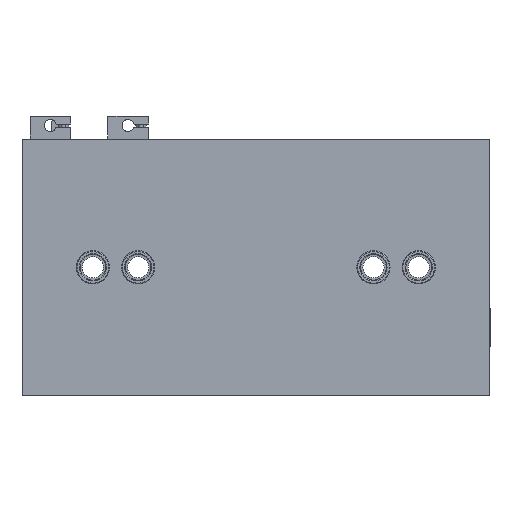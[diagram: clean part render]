
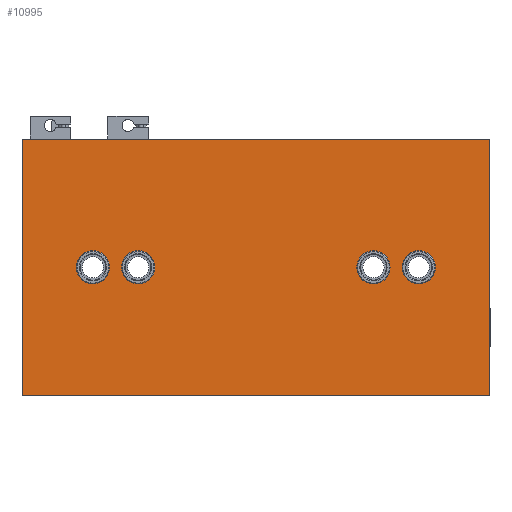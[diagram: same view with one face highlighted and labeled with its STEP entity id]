
A CAD part, front view. The second image highlights one B-rep face of the part: STEP entity #10995.
In plain terms, the highlighted planar face has unit normal (0, -1, 0).
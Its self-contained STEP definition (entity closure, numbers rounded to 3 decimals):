
#1496 = CIRCLE ( 'NONE', #28971, 11. ) ;
#1499 = CIRCLE ( 'NONE', #28974, 11. ) ;
#1501 = CIRCLE ( 'NONE', #28975, 11. ) ;
#1507 = CIRCLE ( 'NONE', #28976, 11. ) ;
#1702 = LINE ( 'NONE', #2330, #1713 ) ;
#1713 = VECTOR ( 'NONE', #2333, 1000. ) ;
#1762 = CARTESIAN_POINT ( 'NONE',  ( -78., -62., 0. ) ) ;
#1769 = CARTESIAN_POINT ( 'NONE',  ( 78., -62., 0. ) ) ;
#1770 = DIRECTION ( 'NONE',  ( 0., -1., 0. ) ) ;
#1771 = DIRECTION ( 'NONE',  ( 0., 0., -1. ) ) ;
#1776 = DIRECTION ( 'NONE',  ( 0., -1., 0. ) ) ;
#1777 = DIRECTION ( 'NONE',  ( 0., 0., -1. ) ) ;
#1779 = CARTESIAN_POINT ( 'NONE',  ( -108., -62., 0. ) ) ;
#1826 = DIRECTION ( 'NONE',  ( 0., -1., 0. ) ) ;
#1827 = DIRECTION ( 'NONE',  ( 0., 0., -1. ) ) ;
#1835 = CARTESIAN_POINT ( 'NONE',  ( 108., -62., 0. ) ) ;
#1836 = DIRECTION ( 'NONE',  ( 0., -1., 0. ) ) ;
#1837 = DIRECTION ( 'NONE',  ( 0., 0., -1. ) ) ;
#2330 = CARTESIAN_POINT ( 'NONE',  ( -155., -62., 85. ) ) ;
#2333 = DIRECTION ( 'NONE',  ( 1., 0., 0. ) ) ;
#2409 = AXIS2_PLACEMENT_3D ( 'NONE', #2865, #2867, #2868 ) ;
#2416 = AXIS2_PLACEMENT_3D ( 'NONE', #2869, #2878, #2879 ) ;
#2417 = AXIS2_PLACEMENT_3D ( 'NONE', #2866, #2875, #2876 ) ;
#2418 = AXIS2_PLACEMENT_3D ( 'NONE', #2874, #2881, #2882 ) ;
#2718 = CARTESIAN_POINT ( 'NONE',  ( -155., -62., -85. ) ) ;
#2719 = DIRECTION ( 'NONE',  ( 0., 0., 1. ) ) ;
#2847 = CARTESIAN_POINT ( 'NONE',  ( 155., -62., -85. ) ) ;
#2852 = DIRECTION ( 'NONE',  ( 0., 0., 1. ) ) ;
#2865 = CARTESIAN_POINT ( 'NONE',  ( 108., -62., 0. ) ) ;
#2866 = CARTESIAN_POINT ( 'NONE',  ( 78., -62., 0. ) ) ;
#2867 = DIRECTION ( 'NONE',  ( 0., -1., 0. ) ) ;
#2868 = DIRECTION ( 'NONE',  ( 0., 0., -1. ) ) ;
#2869 = CARTESIAN_POINT ( 'NONE',  ( -108., -62., 0. ) ) ;
#2874 = CARTESIAN_POINT ( 'NONE',  ( -78., -62., 0. ) ) ;
#2875 = DIRECTION ( 'NONE',  ( 0., -1., 0. ) ) ;
#2876 = DIRECTION ( 'NONE',  ( 0., 0., -1. ) ) ;
#2878 = DIRECTION ( 'NONE',  ( 0., -1., 0. ) ) ;
#2879 = DIRECTION ( 'NONE',  ( 0., 0., -1. ) ) ;
#2881 = DIRECTION ( 'NONE',  ( 0., -1., 0. ) ) ;
#2882 = DIRECTION ( 'NONE',  ( 0., 0., -1. ) ) ;
#2883 = CARTESIAN_POINT ( 'NONE',  ( -155., -62., -85. ) ) ;
#2884 = DIRECTION ( 'NONE',  ( 1., 0., 0. ) ) ;
#3277 = LINE ( 'NONE', #2847, #3284 ) ;
#3284 = VECTOR ( 'NONE', #2852, 1000. ) ;
#3297 = CIRCLE ( 'NONE', #2409, 11. ) ;
#3300 = LINE ( 'NONE', #2883, #3302 ) ;
#3301 = CIRCLE ( 'NONE', #2417, 11. ) ;
#3302 = VECTOR ( 'NONE', #2884, 1000. ) ;
#3303 = CIRCLE ( 'NONE', #2416, 11. ) ;
#3305 = CIRCLE ( 'NONE', #2418, 11. ) ;
#9143 = VERTEX_POINT ( 'NONE', #19355 ) ;
#9144 = VERTEX_POINT ( 'NONE', #19356 ) ;
#9147 = VERTEX_POINT ( 'NONE', #19359 ) ;
#9148 = VERTEX_POINT ( 'NONE', #19360 ) ;
#9151 = VERTEX_POINT ( 'NONE', #19363 ) ;
#9152 = VERTEX_POINT ( 'NONE', #19364 ) ;
#9155 = VERTEX_POINT ( 'NONE', #19367 ) ;
#9156 = VERTEX_POINT ( 'NONE', #19368 ) ;
#10336 = EDGE_LOOP ( 'NONE', ( #15025, #15026 ) ) ;
#10352 = EDGE_LOOP ( 'NONE', ( #15027, #15028 ) ) ;
#10353 = EDGE_LOOP ( 'NONE', ( #15029, #15030 ) ) ;
#10354 = EDGE_LOOP ( 'NONE', ( #15031, #15032 ) ) ;
#10355 = EDGE_LOOP ( 'NONE', ( #15033, #15034, #15035, #15036 ) ) ;
#10995 = ADVANCED_FACE ( 'NONE', ( #23196, #23201, #23203, #23205, #23199 ), #23566, .T. ) ;
#11686 = VERTEX_POINT ( 'NONE', #26743 ) ;
#11687 = VERTEX_POINT ( 'NONE', #26744 ) ;
#11717 = VERTEX_POINT ( 'NONE', #26774 ) ;
#11749 = VERTEX_POINT ( 'NONE', #26806 ) ;
#14120 = EDGE_CURVE ( 'NONE', #9151, #9152, #1496, .T. ) ;
#14124 = EDGE_CURVE ( 'NONE', #9147, #9148, #1499, .T. ) ;
#14128 = EDGE_CURVE ( 'NONE', #9143, #9144, #1501, .T. ) ;
#14135 = EDGE_CURVE ( 'NONE', #9155, #9156, #1507, .T. ) ;
#14312 = EDGE_CURVE ( 'NONE', #11686, #11687, #1702, .T. ) ;
#14359 = EDGE_CURVE ( 'NONE', #11717, #11686, #16183, .T. ) ;
#14753 = EDGE_CURVE ( 'NONE', #11749, #11687, #3277, .T. ) ;
#14760 = EDGE_CURVE ( 'NONE', #9156, #9155, #3297, .T. ) ;
#14763 = EDGE_CURVE ( 'NONE', #9152, #9151, #3301, .T. ) ;
#14764 = EDGE_CURVE ( 'NONE', #9144, #9143, #3303, .T. ) ;
#14765 = EDGE_CURVE ( 'NONE', #9148, #9147, #3305, .T. ) ;
#14766 = EDGE_CURVE ( 'NONE', #11717, #11749, #3300, .T. ) ;
#15025 = ORIENTED_EDGE ( 'NONE', *, *, #14764, .F. ) ;
#15026 = ORIENTED_EDGE ( 'NONE', *, *, #14128, .F. ) ;
#15027 = ORIENTED_EDGE ( 'NONE', *, *, #14765, .F. ) ;
#15028 = ORIENTED_EDGE ( 'NONE', *, *, #14124, .F. ) ;
#15029 = ORIENTED_EDGE ( 'NONE', *, *, #14763, .F. ) ;
#15030 = ORIENTED_EDGE ( 'NONE', *, *, #14120, .F. ) ;
#15031 = ORIENTED_EDGE ( 'NONE', *, *, #14760, .F. ) ;
#15032 = ORIENTED_EDGE ( 'NONE', *, *, #14135, .F. ) ;
#15033 = ORIENTED_EDGE ( 'NONE', *, *, #14753, .T. ) ;
#15034 = ORIENTED_EDGE ( 'NONE', *, *, #14312, .F. ) ;
#15035 = ORIENTED_EDGE ( 'NONE', *, *, #14359, .F. ) ;
#15036 = ORIENTED_EDGE ( 'NONE', *, *, #14766, .T. ) ;
#16183 = LINE ( 'NONE', #2718, #16185 ) ;
#16185 = VECTOR ( 'NONE', #2719, 1000. ) ;
#19355 = CARTESIAN_POINT ( 'NONE',  ( -108., -62., 11. ) ) ;
#19356 = CARTESIAN_POINT ( 'NONE',  ( -108., -62., -11. ) ) ;
#19359 = CARTESIAN_POINT ( 'NONE',  ( -78., -62., 11. ) ) ;
#19360 = CARTESIAN_POINT ( 'NONE',  ( -78., -62., -11. ) ) ;
#19363 = CARTESIAN_POINT ( 'NONE',  ( 78., -62., 11. ) ) ;
#19364 = CARTESIAN_POINT ( 'NONE',  ( 78., -62., -11. ) ) ;
#19367 = CARTESIAN_POINT ( 'NONE',  ( 108., -62., 11. ) ) ;
#19368 = CARTESIAN_POINT ( 'NONE',  ( 108., -62., -11. ) ) ;
#22753 = AXIS2_PLACEMENT_3D ( 'NONE', #23533, #23569, #23570 ) ;
#23196 = FACE_BOUND ( 'NONE', #10336, .T. ) ;
#23199 = FACE_OUTER_BOUND ( 'NONE', #10355, .T. ) ;
#23201 = FACE_BOUND ( 'NONE', #10352, .T. ) ;
#23203 = FACE_BOUND ( 'NONE', #10353, .T. ) ;
#23205 = FACE_BOUND ( 'NONE', #10354, .T. ) ;
#23533 = CARTESIAN_POINT ( 'NONE',  ( -155., -62., -85. ) ) ;
#23566 = PLANE ( 'NONE',  #22753 ) ;
#23569 = DIRECTION ( 'NONE',  ( 0., -1., 0. ) ) ;
#23570 = DIRECTION ( 'NONE',  ( 0., 0., -1. ) ) ;
#26743 = CARTESIAN_POINT ( 'NONE',  ( -155., -62., 85. ) ) ;
#26744 = CARTESIAN_POINT ( 'NONE',  ( 155., -62., 85. ) ) ;
#26774 = CARTESIAN_POINT ( 'NONE',  ( -155., -62., -85. ) ) ;
#26806 = CARTESIAN_POINT ( 'NONE',  ( 155., -62., -85. ) ) ;
#28971 = AXIS2_PLACEMENT_3D ( 'NONE', #1769, #1770, #1771 ) ;
#28974 = AXIS2_PLACEMENT_3D ( 'NONE', #1762, #1776, #1777 ) ;
#28975 = AXIS2_PLACEMENT_3D ( 'NONE', #1779, #1826, #1827 ) ;
#28976 = AXIS2_PLACEMENT_3D ( 'NONE', #1835, #1836, #1837 ) ;
